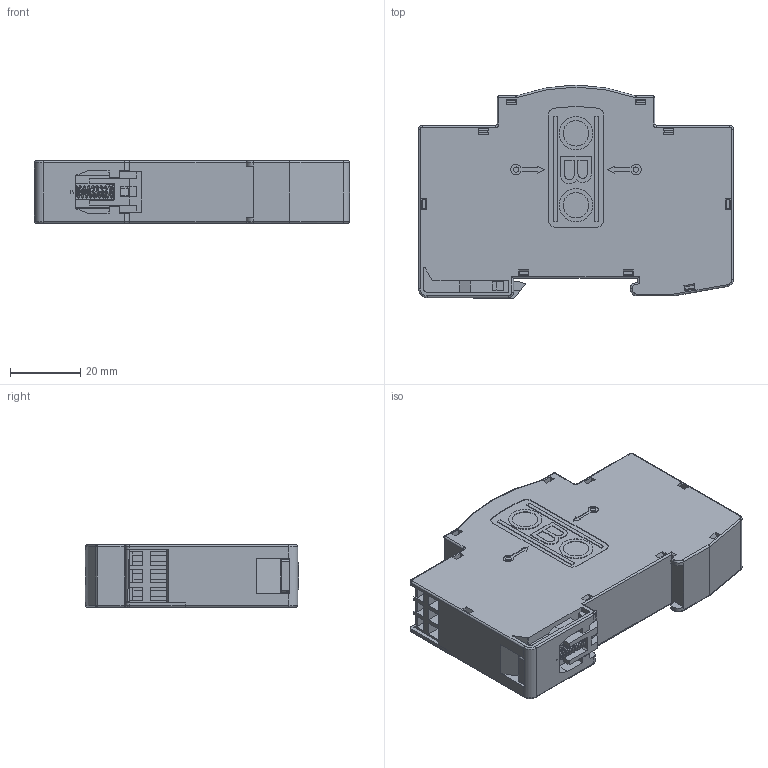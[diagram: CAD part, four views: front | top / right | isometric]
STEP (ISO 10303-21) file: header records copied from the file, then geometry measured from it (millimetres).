
FILE_DESCRIPTION(('Creo Elements/Direct Modeling STEP Export'),'2;1');
FILE_NAME('5097631.stp','2022-09-01T13:53:21',(''),(''),'Creo Elements/Direct Modeling STEP processor for AP214 (Solid Model)','Creo Elements/Direct Modeling 18.0B 02-Dec-2011 (C) Parametric Technology GmbH','');
FILE_SCHEMA(('AUTOMOTIVE_DESIGN { 1 0 10303 214 1 1 1 1 }'));
Length unit declared in the file: millimetre
Products named in the file (9): Gehaeuse-VF; Skin_Group1; Rasthaken; Klemmleiste-3-PE-4; Klemmleiste-1-PE-2; Gehaeusedeckel; Lichtleiter; Blitzbarriere.1
Assembly tree (8 placements, depth 3):
  Blitzbarriere.1
    Lichtleiter
    Gehaeusedeckel
    Klemmleiste-1-PE-2
    Klemmleiste-3-PE-4
    Rasthaken
      Rasthaken
      Skin_Group1
    Gehaeuse-VF
Bounding box: 89.8 x 60.75 x 17.8 mm (x, y, z)
Volume: 26290.4 mm3; surface area: 37748.7 mm2
Topology: 7 solids, 7 shells, 1221 faces, 3470 edges, 2282 vertices
Faces by surface type: plane 960, cylinder 208, torus 24, cone 21, bspline 4, sphere 4
Entity records: 46428 total; most frequent: CARTESIAN_POINT 14409, ORIENTED_EDGE 6932, DIRECTION 6083, EDGE_CURVE 3466, VECTOR 2849, LINE 2849, VERTEX_POINT 2282, AXIS2_PLACEMENT_3D 1617
